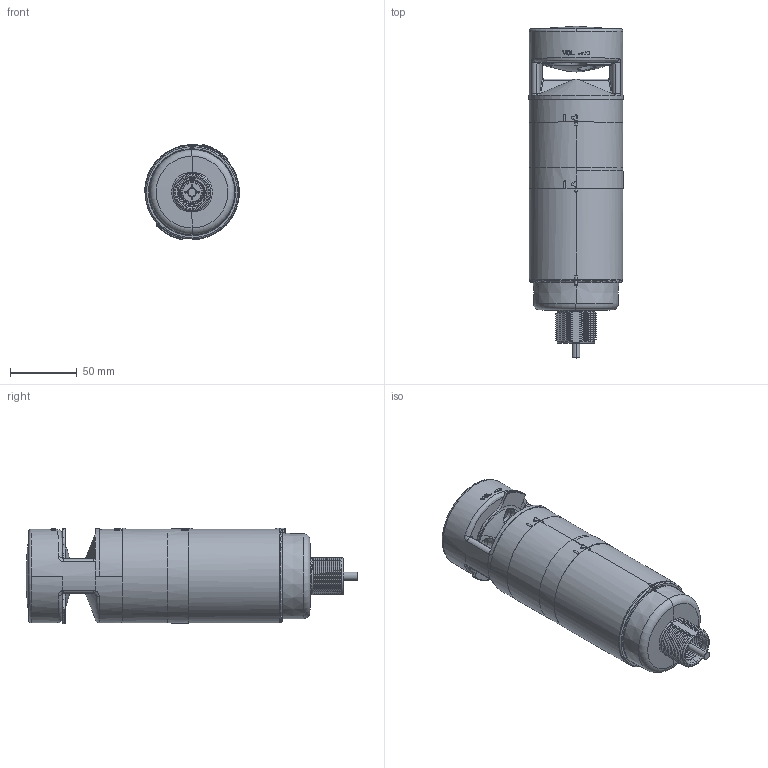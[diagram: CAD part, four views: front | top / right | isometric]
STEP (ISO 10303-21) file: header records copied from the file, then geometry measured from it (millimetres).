
FILE_DESCRIPTION((''),'2;1');
FILE_NAME('191422_ASM','2016-02-25T',('pdmadmin'),(''),'PRO/ENGINEER BY PARAMETRIC TECHNOLOGY CORPORATION, 2013230','PRO/ENGINEER BY PARAMETRIC TECHNOLOGY CORPORATION, 2013230','');
FILE_SCHEMA(('CONFIG_CONTROL_DESIGN'));
Length unit declared in the file: millimetre
Products named in the file (11): 180077; 190540; 62676; 62677; CABLE_592; 183492; 183493; 180306; 180307; 180308; 191422_ASM
Assembly tree (10 placements, depth 2):
  191422_ASM
    180077
    190540
    62676
    62677
    CABLE_592
    183492
    183493
    180306
    180307
    180308
Bounding box: 71 x 248.21 x 71.25 mm (x, y, z)
Volume: 218682.4 mm3; surface area: 154183.4 mm2
Topology: 10 solids, 12 shells, 2390 faces, 5901 edges, 3560 vertices
Faces by surface type: bspline 695, cylinder 654, plane 472, torus 217, cone 215, sphere 111, extrusion 22, revolution 4
Entity records: 130282 total; most frequent: CARTESIAN_POINT 79314, ORIENTED_EDGE 11778, DIRECTION 9113, EDGE_CURVE 5893, AXIS2_PLACEMENT_3D 3795, VERTEX_POINT 3560, EDGE_LOOP 2493, FACE_OUTER_BOUND 2390
